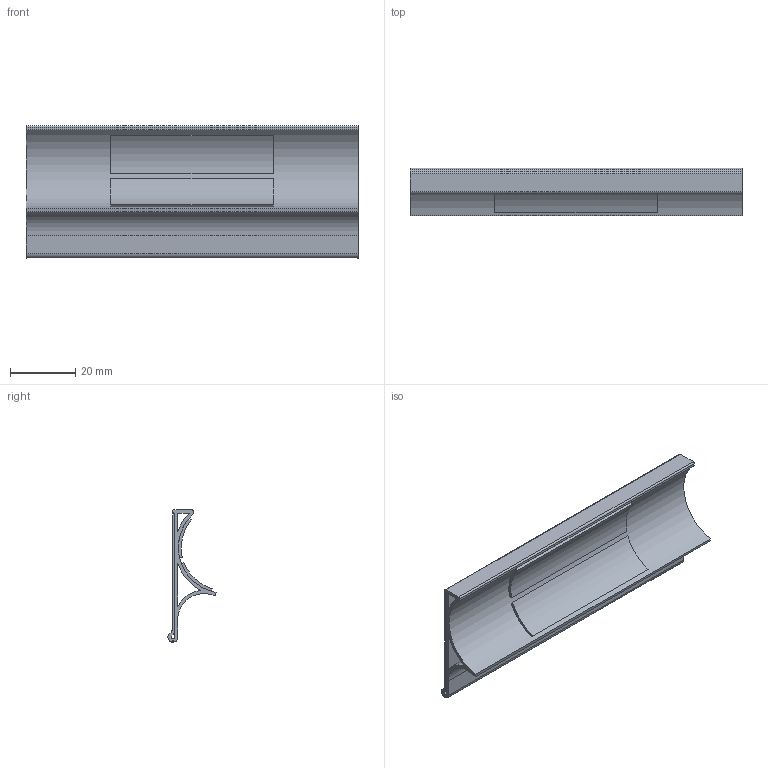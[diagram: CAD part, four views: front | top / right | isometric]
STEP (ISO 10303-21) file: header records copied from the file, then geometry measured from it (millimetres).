
FILE_DESCRIPTION(/* description */ (''),/* implementation_level */ '2;1');
FILE_NAME(/* name */ '700022.stp',/* time_stamp */ '2020-12-11T14:00:05+01:00',/* author */ ('Spacek'),/* organization */ ('Alutec K&K'),/* preprocessor_version */ 'ST-DEVELOPER v18.1',/* originating_system */ 'Autodesk Inventor 2021',/* authorisation */ '');
FILE_SCHEMA (('AUTOMOTIVE_DESIGN { 1 0 10303 214 3 1 1 }'));
Length unit declared in the file: millimetre
Products named in the file (1): 700022
Bounding box: 102 x 14.77 x 40.7 mm (x, y, z)
Volume: 11894.4 mm3; surface area: 26790.4 mm2
Topology: 3 solids, 3 shells, 51 faces, 134 edges, 89 vertices
Faces by surface type: plane 32, cylinder 19
Entity records: 1651 total; most frequent: DIRECTION 284, CARTESIAN_POINT 275, ORIENTED_EDGE 268, EDGE_CURVE 134, AXIS2_PLACEMENT_3D 98, VERTEX_POINT 89, LINE 88, VECTOR 88
